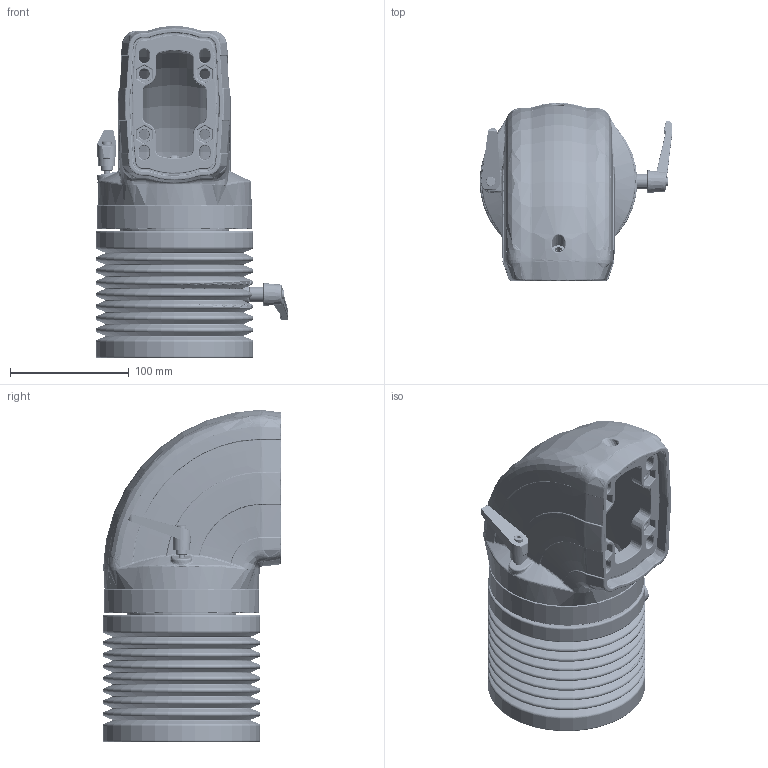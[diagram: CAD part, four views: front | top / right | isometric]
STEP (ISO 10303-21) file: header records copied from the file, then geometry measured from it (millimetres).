
FILE_DESCRIPTION (( 'STEP AP203' ), '1' );
FILE_NAME ('TK120.401.STEP', '2018-09-19T05:42:04', ( '' ), ( '' ), 'SwSTEP 2.0', 'SolidWorks 2018', '' );
FILE_SCHEMA (( 'CONFIG_CONTROL_DESIGN' ));
Length unit declared in the file: millimetre
Products named in the file (1): TK120.401
Bounding box: 162.59 x 150.63 x 279.8 mm (x, y, z)
Volume: 1061472.5 mm3; surface area: 506645.3 mm2
Topology: 17 solids, 17 shells, 8943 faces, 20359 edges, 11407 vertices
Faces by surface type: bspline 2454, torus 2200, cone 1637, cylinder 967, plane 857, sphere 828
Entity records: 333877 total; most frequent: CARTESIAN_POINT 148515, ORIENTED_EDGE 40078, DIRECTION 38971, EDGE_CURVE 20039, AXIS2_PLACEMENT_3D 17861, CIRCLE 11373, VERTEX_POINT 11358, EDGE_LOOP 9303
